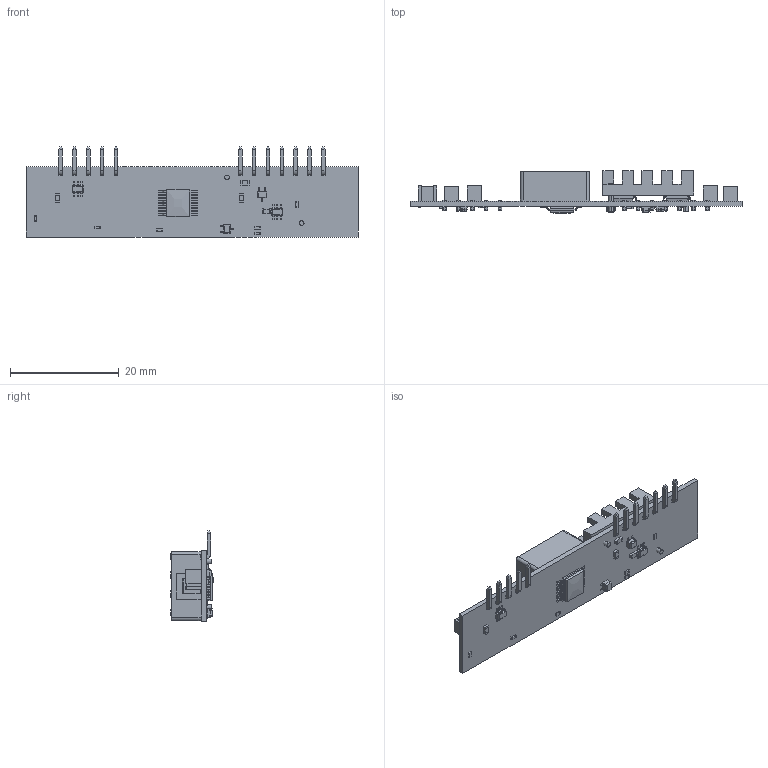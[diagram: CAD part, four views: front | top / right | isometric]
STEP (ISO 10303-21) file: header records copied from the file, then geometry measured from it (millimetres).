
FILE_DESCRIPTION (( 'STEP AP214' ), '1' );
FILE_NAME ('CUI_VPOL20A-12W-SIP.step', '2017-08-15T20:16:39', ( '' ), ( '' ), 'SwSTEP 2.0', 'SolidWorks 2017', '' );
FILE_SCHEMA (( 'AUTOMOTIVE_DESIGN' ));
Length unit declared in the file: millimetre
Products named in the file (11): 17X11MM_HEATSINK; SMT_6_LEAD_DISCRETE; SMT_8_LEAD_MICRO; SMT_RESISTOR_0402; SMT_RESISTOR_0603_0603; PCB_VPOL20A-12W-SIP; SMT_3_LEAD_DISCRETE; SMT_RESISTOR_275MM_TALL; CUI_VPOL20A-12W-SIP; SMT_8_PIN; SMT_INDUCTOR_126x126mm
Assembly tree (25 placements, depth 2):
  CUI_VPOL20A-12W-SIP
    PCB_VPOL20A-12W-SIP
    SMT_INDUCTOR_126x126mm
    SMT_RESISTOR_275MM_TALL  x5
    SMT_8_LEAD_MICRO
    SMT_RESISTOR_0603_0603  x4
    SMT_RESISTOR_0402  x6
    SMT_6_LEAD_DISCRETE  x2
    SMT_3_LEAD_DISCRETE  x2
    SMT_8_PIN  x2
    17X11MM_HEATSINK
Bounding box: 61 x 7.87 x 16.55 mm (x, y, z)
Volume: 2335.3 mm3; surface area: 3914.2 mm2
Topology: 25 solids, 25 shells, 1250 faces, 3212 edges, 2112 vertices
Faces by surface type: plane 1007, cylinder 242, bspline 1
Entity records: 34977 total; most frequent: CARTESIAN_POINT 4506, ORIENTED_EDGE 4374, DIRECTION 4273, EDGE_CURVE 2187, LINE 1839, VECTOR 1839, VERTEX_POINT 1434, AXIS2_PLACEMENT_3D 1217
